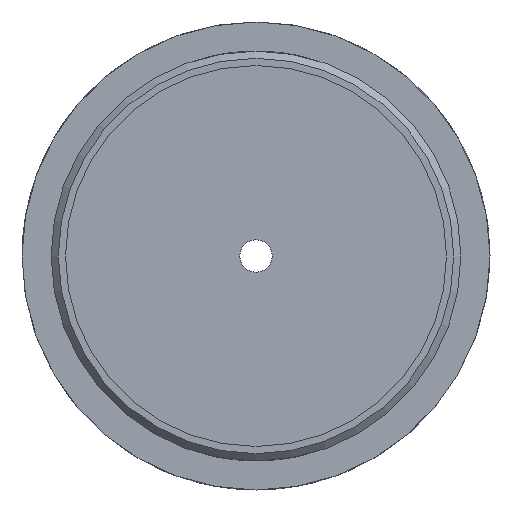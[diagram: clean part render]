
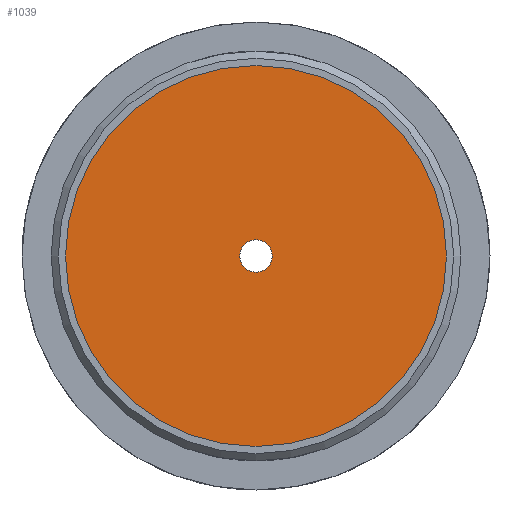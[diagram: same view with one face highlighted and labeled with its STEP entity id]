
A CAD part, front view. The second image highlights one B-rep face of the part: STEP entity #1039.
In plain terms, the highlighted planar face has unit normal (0, -1, 0).
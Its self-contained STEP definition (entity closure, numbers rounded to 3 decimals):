
#189=FACE_BOUND('',#263,.T.);
#199=FACE_OUTER_BOUND('',#262,.T.);
#262=EDGE_LOOP('',(#695));
#263=EDGE_LOOP('',(#696));
#335=CIRCLE('',#1105,28.5);
#336=CIRCLE('',#1106,2.25);
#426=VERTEX_POINT('',#1609);
#427=VERTEX_POINT('',#1611);
#532=EDGE_CURVE('',#426,#426,#335,.T.);
#533=EDGE_CURVE('',#427,#427,#336,.T.);
#695=ORIENTED_EDGE('',*,*,#532,.F.);
#696=ORIENTED_EDGE('',*,*,#533,.T.);
#1021=PLANE('',#1104);
#1039=ADVANCED_FACE('',(#199,#189),#1021,.F.);
#1104=AXIS2_PLACEMENT_3D('',#1608,#1254,#1255);
#1105=AXIS2_PLACEMENT_3D('',#1610,#1256,#1257);
#1106=AXIS2_PLACEMENT_3D('',#1612,#1258,#1259);
#1254=DIRECTION('center_axis',(0.,1.,0.));
#1255=DIRECTION('ref_axis',(1.,0.,0.));
#1256=DIRECTION('center_axis',(0.,1.,0.));
#1257=DIRECTION('ref_axis',(1.,0.,0.));
#1258=DIRECTION('center_axis',(0.,1.,0.));
#1259=DIRECTION('ref_axis',(-1.,0.,0.));
#1608=CARTESIAN_POINT('Origin',(0.,60.,0.));
#1609=CARTESIAN_POINT('',(-28.5,60.,0.));
#1610=CARTESIAN_POINT('Origin',(0.,60.,0.));
#1611=CARTESIAN_POINT('',(2.25,60.,0.));
#1612=CARTESIAN_POINT('Origin',(0.,60.,0.));
